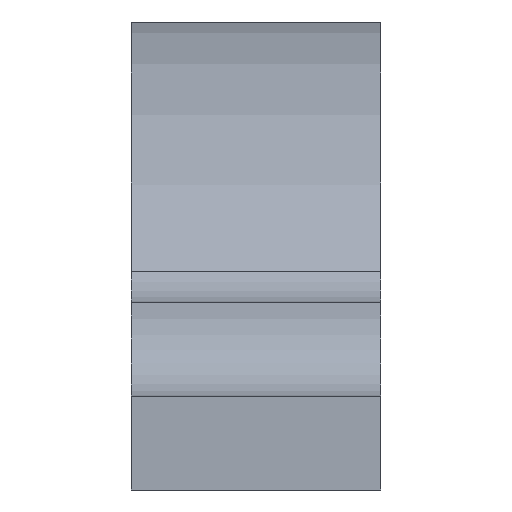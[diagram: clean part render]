
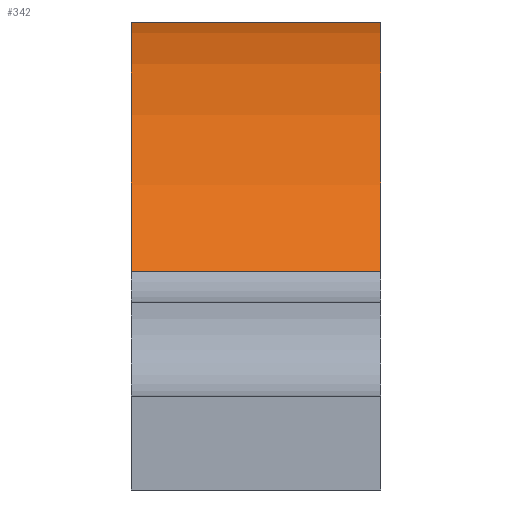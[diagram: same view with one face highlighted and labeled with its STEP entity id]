
A CAD part, front view. The second image highlights one B-rep face of the part: STEP entity #342.
In plain terms, the highlighted cylindrical face has radius 11.861 mm (diameter 23.722 mm), a partial arc.
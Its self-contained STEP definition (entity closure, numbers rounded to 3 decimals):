
#315 = EDGE_CURVE('',#316,#318,#320,.T.);
#316 = VERTEX_POINT('',#317);
#317 = CARTESIAN_POINT('',(-2.,7.5,6.));
#318 = VERTEX_POINT('',#319);
#319 = CARTESIAN_POINT('',(2.,7.5,6.));
#320 = LINE('',#321,#322);
#321 = CARTESIAN_POINT('',(-2.,7.5,6.));
#322 = VECTOR('',#323,1.);
#323 = DIRECTION('',(1.,0.,0.));
#342 = ADVANCED_FACE('',(#343),#370,.T.);
#343 = FACE_BOUND('',#344,.F.);
#344 = EDGE_LOOP('',(#345,#346,#355,#363));
#345 = ORIENTED_EDGE('',*,*,#315,.T.);
#346 = ORIENTED_EDGE('',*,*,#347,.T.);
#347 = EDGE_CURVE('',#318,#348,#350,.T.);
#348 = VERTEX_POINT('',#349);
#349 = CARTESIAN_POINT('',(2.,-1.377,2.005));
#350 = CIRCLE('',#351,11.861);
#351 = AXIS2_PLACEMENT_3D('',#352,#353,#354);
#352 = CARTESIAN_POINT('',(2.,7.5,-5.861));
#353 = DIRECTION('',(1.,0.,0.));
#354 = DIRECTION('',(0.,1.,0.));
#355 = ORIENTED_EDGE('',*,*,#356,.F.);
#356 = EDGE_CURVE('',#357,#348,#359,.T.);
#357 = VERTEX_POINT('',#358);
#358 = CARTESIAN_POINT('',(-2.,-1.377,2.005));
#359 = LINE('',#360,#361);
#360 = CARTESIAN_POINT('',(-2.,-1.377,2.005));
#361 = VECTOR('',#362,1.);
#362 = DIRECTION('',(1.,0.,0.));
#363 = ORIENTED_EDGE('',*,*,#364,.F.);
#364 = EDGE_CURVE('',#316,#357,#365,.T.);
#365 = CIRCLE('',#366,11.861);
#366 = AXIS2_PLACEMENT_3D('',#367,#368,#369);
#367 = CARTESIAN_POINT('',(-2.,7.5,-5.861));
#368 = DIRECTION('',(1.,0.,0.));
#369 = DIRECTION('',(0.,1.,0.));
#370 = CYLINDRICAL_SURFACE('',#371,11.861);
#371 = AXIS2_PLACEMENT_3D('',#372,#373,#374);
#372 = CARTESIAN_POINT('',(-2.,7.5,-5.861));
#373 = DIRECTION('',(-1.,0.,0.));
#374 = DIRECTION('',(0.,1.,0.));
